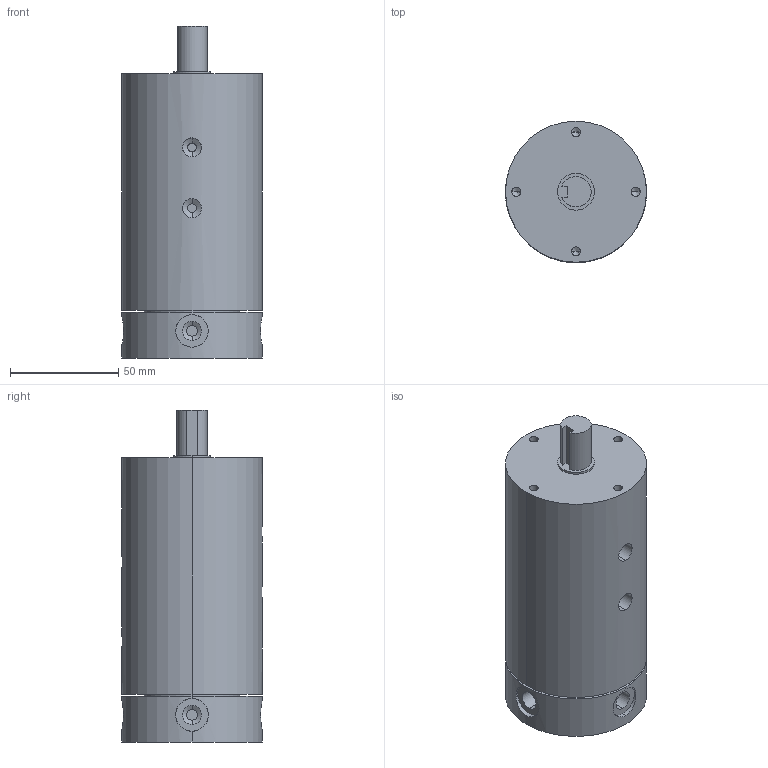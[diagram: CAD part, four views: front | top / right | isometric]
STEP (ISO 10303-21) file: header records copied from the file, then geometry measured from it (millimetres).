
FILE_DESCRIPTION (( 'STEP AP203' ), '1' );
FILE_NAME ('RX00724002.STEP', '2020-07-28T11:30:54', ( '微软用户' ), ( '微软中国' ), 'SwSTEP 2.0', 'SolidWorks 2014', '' );
FILE_SCHEMA (( 'CONFIG_CONTROL_DESIGN' ));
Length unit declared in the file: millimetre
Products named in the file (1): RX00724002
Bounding box: 65 x 65 x 153.1 mm (x, y, z)
Volume: 427155.7 mm3; surface area: 42852.2 mm2
Topology: 1 solids, 1 shells, 118 faces, 262 edges, 152 vertices
Faces by surface type: cylinder 65, cone 32, plane 21
Entity records: 3817 total; most frequent: CARTESIAN_POINT 1157, DIRECTION 582, ORIENTED_EDGE 492, EDGE_CURVE 246, AXIS2_PLACEMENT_3D 237, VERTEX_POINT 152, EDGE_LOOP 140, CIRCLE 118
